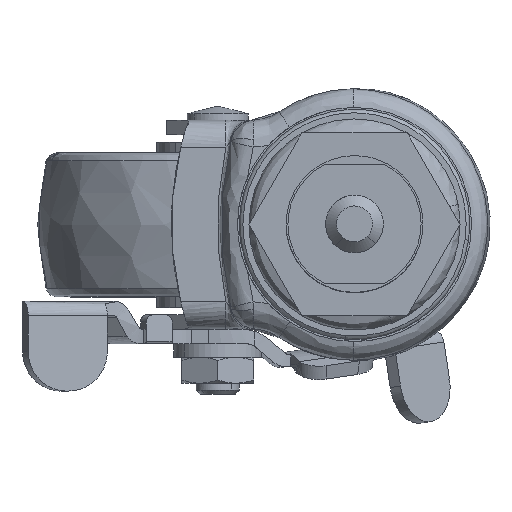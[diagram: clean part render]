
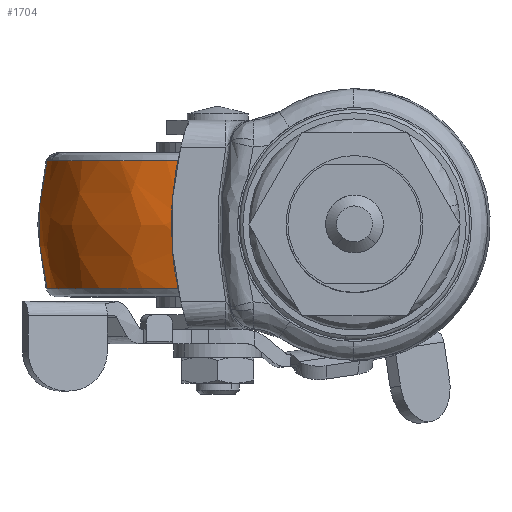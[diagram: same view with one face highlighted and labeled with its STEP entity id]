
A CAD part, top view. The second image highlights one B-rep face of the part: STEP entity #1704.
In plain terms, the highlighted free-form (B-spline) face has degree [2, 2] with [5, 3] control points.
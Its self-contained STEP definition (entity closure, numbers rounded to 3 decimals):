
#1060=CARTESIAN_POINT('',(-19.0,-8.881,-17.146));
#1061=VERTEX_POINT('',#1060);
#1077=CARTESIAN_POINT('',(-42.695,-8.881,-38.246));
#1078=VERTEX_POINT('',#1077);
#1079=CARTESIAN_POINT('',(-19.0,-8.881,-17.146));
#1080=CARTESIAN_POINT('',(-20.22,-8.881,-17.146));
#1081=CARTESIAN_POINT('',(-22.887,-8.881,-17.351));
#1082=CARTESIAN_POINT('',(-26.454,-8.881,-18.24));
#1083=CARTESIAN_POINT('',(-29.96,-8.881,-19.714));
#1084=CARTESIAN_POINT('',(-32.713,-8.881,-21.386));
#1085=CARTESIAN_POINT('',(-35.342,-8.881,-23.533));
#1086=CARTESIAN_POINT('',(-37.648,-8.881,-25.968));
#1087=CARTESIAN_POINT('',(-39.522,-8.881,-28.698));
#1088=CARTESIAN_POINT('',(-41.053,-8.881,-31.727));
#1089=CARTESIAN_POINT('',(-42.119,-8.881,-34.764));
#1090=CARTESIAN_POINT('',(-42.565,-8.881,-37.124));
#1091=CARTESIAN_POINT('',(-42.695,-8.881,-38.246));
#1092=B_SPLINE_CURVE_WITH_KNOTS('',3,(#1079,#1080,#1081,#1082,#1083,#1084,#1085,#1086,#1087,#1088,#1089,#1090,#1091),.UNSPECIFIED.,.F.,.U.,(4,1,1,1,1,1,1,1,1,1,4),(0.,3.661,8.,10.983,15.05,17.626,21.152,25.084,27.524,31.321,34.71),.UNSPECIFIED.);
#1093=EDGE_CURVE('',#1061,#1078,#1092,.T.);
#1152=CARTESIAN_POINT('',(-19.0,8.88,-17.146));
#1153=VERTEX_POINT('',#1152);
#1219=CARTESIAN_POINT('',(-42.029,8.88,-34.778));
#1220=VERTEX_POINT('',#1219);
#1231=CARTESIAN_POINT('',(-19.0,8.88,-17.146));
#1232=CARTESIAN_POINT('',(-20.461,8.88,-17.146));
#1233=CARTESIAN_POINT('',(-23.546,8.88,-17.43));
#1234=CARTESIAN_POINT('',(-27.931,8.88,-18.719));
#1235=CARTESIAN_POINT('',(-31.981,8.88,-20.827));
#1236=CARTESIAN_POINT('',(-35.,8.88,-23.187));
#1237=CARTESIAN_POINT('',(-37.406,8.88,-25.724));
#1238=CARTESIAN_POINT('',(-39.328,8.88,-28.352));
#1239=CARTESIAN_POINT('',(-40.955,8.88,-31.452));
#1240=CARTESIAN_POINT('',(-41.732,8.88,-33.681));
#1241=CARTESIAN_POINT('',(-42.029,8.88,-34.778));
#1242=B_SPLINE_CURVE_WITH_KNOTS('',3,(#1231,#1232,#1233,#1234,#1235,#1236,#1237,#1238,#1239,#1240,#1241),.UNSPECIFIED.,.F.,.U.,(4,1,1,1,1,1,1,1,4),(0.,4.384,9.255,13.639,18.023,20.703,24.113,27.766,31.176),.UNSPECIFIED.);
#1243=EDGE_CURVE('',#1153,#1220,#1242,.T.);
#1287=CARTESIAN_POINT('',(-42.695,8.88,-38.246));
#1288=VERTEX_POINT('',#1287);
#1306=CARTESIAN_POINT('',(-42.029,8.88,-34.778));
#1307=CARTESIAN_POINT('',(-42.336,8.88,-35.916));
#1308=CARTESIAN_POINT('',(-42.559,8.88,-37.076));
#1309=CARTESIAN_POINT('',(-42.695,8.88,-38.246));
#1310=B_SPLINE_CURVE_WITH_KNOTS('',3,(#1306,#1307,#1308,#1309),.UNSPECIFIED.,.F.,.U.,(4,4),(0.,3.535),.UNSPECIFIED.);
#1311=EDGE_CURVE('',#1220,#1288,#1310,.T.);
#1647=CARTESIAN_POINT('',(-42.695,-8.881,-38.246));
#1648=CARTESIAN_POINT('',(-43.19,-6.981,-38.189));
#1649=CARTESIAN_POINT('',(-43.846,-3.19,-38.112));
#1650=CARTESIAN_POINT('',(-43.893,2.815,-38.107));
#1651=CARTESIAN_POINT('',(-43.237,6.8,-38.183));
#1652=CARTESIAN_POINT('',(-42.695,8.88,-38.246));
#1653=B_SPLINE_CURVE_WITH_KNOTS('',3,(#1647,#1648,#1649,#1650,#1651,#1652),.UNSPECIFIED.,.F.,.U.,(4,1,1,4),(0.,5.892,11.504,17.958),.UNSPECIFIED.);
#1654=EDGE_CURVE('',#1078,#1288,#1653,.T.);
#1659=CARTESIAN_POINT('',(-19.0,-8.881,-17.146));
#1660=CARTESIAN_POINT('',(-19.,-6.619,-16.552));
#1661=CARTESIAN_POINT('',(-19.,-2.998,-15.982));
#1662=CARTESIAN_POINT('',(-19.,2.998,-15.982));
#1663=CARTESIAN_POINT('',(-19.,6.619,-16.552));
#1664=CARTESIAN_POINT('',(-19.0,8.88,-17.146));
#1665=B_SPLINE_CURVE_WITH_KNOTS('',3,(#1659,#1660,#1661,#1662,#1663,#1664),.UNSPECIFIED.,.F.,.U.,(4,1,1,4),(0.,7.015,10.943,17.958),.UNSPECIFIED.);
#1666=EDGE_CURVE('',#1061,#1153,#1665,.T.);
#1674=CARTESIAN_POINT('',(-19.,-9.775,-17.393));
#1675=CARTESIAN_POINT('',(-19.,-4.987,-16.));
#1676=CARTESIAN_POINT('',(-19.0,0.,-16.));
#1677=CARTESIAN_POINT('',(-19.,4.986,-16.));
#1678=CARTESIAN_POINT('',(-19.,9.774,-17.393));
#1679=CARTESIAN_POINT('',(-40.022,-9.775,-17.393));
#1680=CARTESIAN_POINT('',(-41.262,-4.987,-16.));
#1681=CARTESIAN_POINT('',(-41.262,0.,-16.));
#1682=CARTESIAN_POINT('',(-41.262,4.986,-16.));
#1683=CARTESIAN_POINT('',(-40.022,9.774,-17.393));
#1684=CARTESIAN_POINT('',(-42.45,-9.775,-38.275));
#1685=CARTESIAN_POINT('',(-43.833,-4.987,-38.114));
#1686=CARTESIAN_POINT('',(-43.833,0.,-38.114));
#1687=CARTESIAN_POINT('',(-43.833,4.986,-38.114));
#1688=CARTESIAN_POINT('',(-42.45,9.774,-38.275));
#1696=(BOUNDED_SURFACE()B_SPLINE_SURFACE(2,2,((#1674,#1679,#1684),(#1675,#1680,#1685),(#1676,#1681,#1686),(#1677,#1682,#1687),(#1678,#1683,#1688)),.UNSPECIFIED.,.F.,.F.,.U.)B_SPLINE_SURFACE_WITH_KNOTS((3,2,3),(3,3),(0.0,10.236,20.473),(0.0,38.066),.UNSPECIFIED.)GEOMETRIC_REPRESENTATION_ITEM()RATIONAL_B_SPLINE_SURFACE(((0.93,0.68,0.89),(0.955,0.698,0.914),(1.0,0.731,0.957),(0.955,0.698,0.914),(0.93,0.68,0.89)))REPRESENTATION_ITEM('')SURFACE());
#1697=ORIENTED_EDGE('',*,*,#1093,.F.);
#1698=ORIENTED_EDGE('',*,*,#1666,.T.);
#1699=ORIENTED_EDGE('',*,*,#1243,.T.);
#1700=ORIENTED_EDGE('',*,*,#1311,.T.);
#1701=ORIENTED_EDGE('',*,*,#1654,.F.);
#1702=EDGE_LOOP('',(#1697,#1698,#1699,#1700,#1701));
#1703=FACE_OUTER_BOUND('',#1702,.T.);
#1704=ADVANCED_FACE('',(#1703),#1696,.T.);
